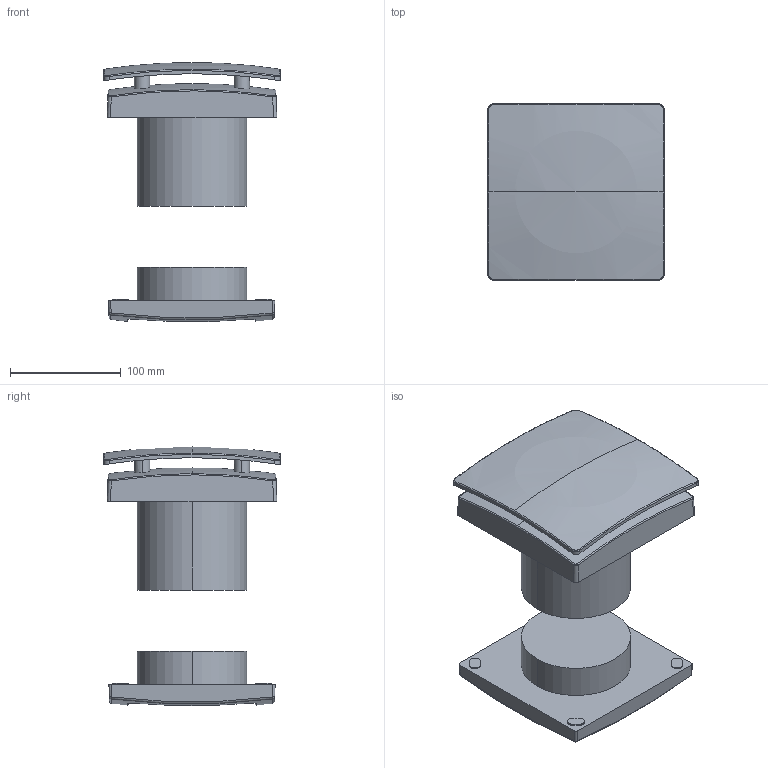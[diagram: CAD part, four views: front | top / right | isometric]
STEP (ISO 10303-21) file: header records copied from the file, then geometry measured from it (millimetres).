
FILE_DESCRIPTION(('Creo Elements/Direct Modeling STEP Export'),'2;1');
FILE_NAME('0084.0220 AKE 100.stp','2021-06-30T11:15:15',(''),(''),'PTC Creo Elements/Direct Modeling STEP processor for AP214 (Solid Model)','PTC Creo Elements/Direct Modeling 19.0C 15-Aug-2015 (C) Parametric Technology GmbH','');
FILE_SCHEMA(('AUTOMOTIVE_DESIGN { 1 0 10303 214 1 1 1 1 }'));
Length unit declared in the file: millimetre
Products named in the file (3): AP_100; ECA_100_ipro; 0084.0220_AKE_100
Assembly tree (2 placements, depth 2):
  0084.0220_AKE_100
    ECA_100_ipro
    AP_100
Bounding box: 159 x 159 x 233.69 mm (x, y, z)
Volume: 1881422.3 mm3; surface area: 206689.3 mm2
Topology: 2 solids, 2 shells, 210 faces, 549 edges, 344 vertices
Faces by surface type: plane 70, cylinder 49, bspline 49, cone 20, sphere 16, torus 6
Entity records: 15606 total; most frequent: CARTESIAN_POINT 9977, ORIENTED_EDGE 1076, DIRECTION 835, EDGE_CURVE 538, VERTEX_POINT 344, AXIS2_PLACEMENT_3D 329, EDGE_LOOP 228, FACE_OUTER_BOUND 210
